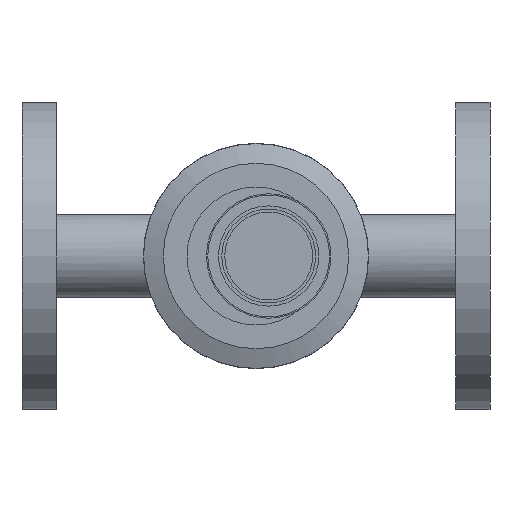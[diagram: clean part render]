
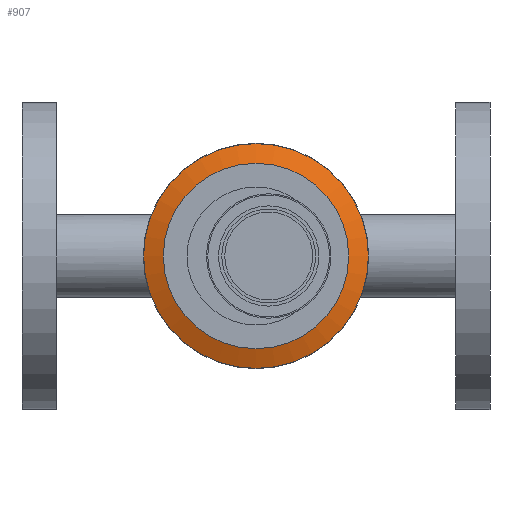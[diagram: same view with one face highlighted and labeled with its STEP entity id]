
A CAD part, left-side view. The second image highlights one B-rep face of the part: STEP entity #907.
In plain terms, the highlighted conical face has half-angle 70.048 degrees and reference radius 41.641 mm.
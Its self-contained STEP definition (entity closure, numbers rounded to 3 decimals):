
#26=CONICAL_SURFACE('',#1048,41.641,1.223);
#129=FACE_OUTER_BOUND('',#215,.T.);
#215=EDGE_LOOP('',(#765,#766,#767,#768));
#271=LINE('',#1812,#307);
#307=VECTOR('',#1309,41.641);
#376=CIRCLE('',#1047,45.652);
#377=CIRCLE('',#1049,37.631);
#457=VERTEX_POINT('',#1807);
#458=VERTEX_POINT('',#1810);
#565=EDGE_CURVE('',#457,#457,#376,.T.);
#566=EDGE_CURVE('',#458,#458,#377,.T.);
#567=EDGE_CURVE('',#458,#457,#271,.T.);
#765=ORIENTED_EDGE('',*,*,#566,.F.);
#766=ORIENTED_EDGE('',*,*,#567,.T.);
#767=ORIENTED_EDGE('',*,*,#565,.T.);
#768=ORIENTED_EDGE('',*,*,#567,.F.);
#907=ADVANCED_FACE('',(#129),#26,.T.);
#1047=AXIS2_PLACEMENT_3D('',#1808,#1303,#1304);
#1048=AXIS2_PLACEMENT_3D('',#1809,#1305,#1306);
#1049=AXIS2_PLACEMENT_3D('',#1811,#1307,#1308);
#1303=DIRECTION('center_axis',(-1.,0.,0.));
#1304=DIRECTION('ref_axis',(0.,0.,1.));
#1305=DIRECTION('center_axis',(1.,0.,0.));
#1306=DIRECTION('ref_axis',(0.,1.,0.));
#1307=DIRECTION('center_axis',(-1.,0.,0.));
#1308=DIRECTION('ref_axis',(0.,0.,1.));
#1309=DIRECTION('',(0.341,-0.94,0.));
#1807=CARTESIAN_POINT('',(229.613,-45.652,0.));
#1808=CARTESIAN_POINT('Origin',(229.613,0.,
0.));
#1809=CARTESIAN_POINT('Origin',(228.157,0.,
0.));
#1810=CARTESIAN_POINT('',(226.701,-37.631,0.));
#1811=CARTESIAN_POINT('Origin',(226.701,0.,
0.));
#1812=CARTESIAN_POINT('',(228.157,-41.641,0.));
